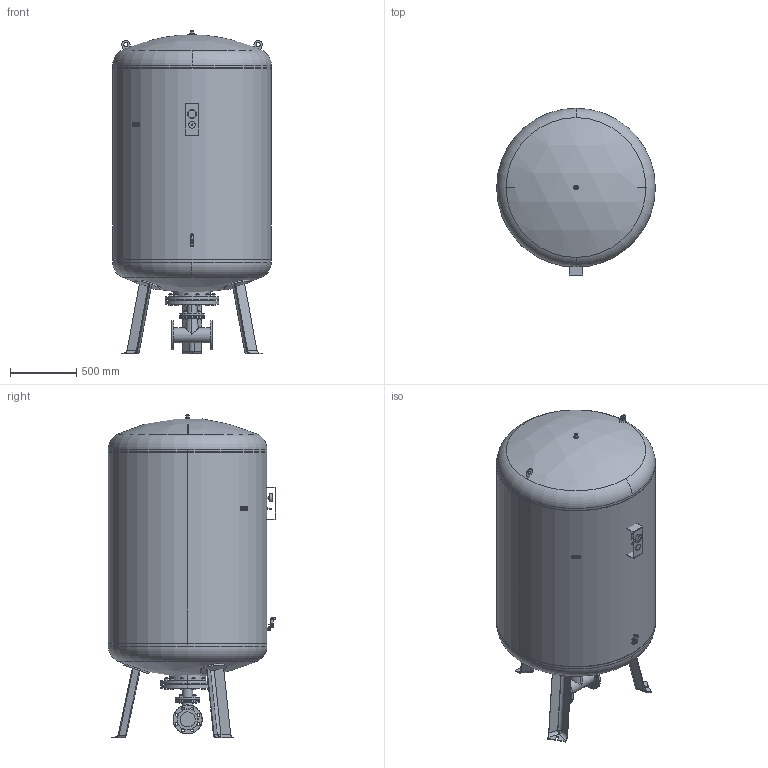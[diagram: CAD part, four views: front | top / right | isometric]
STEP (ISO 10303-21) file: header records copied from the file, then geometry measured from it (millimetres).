
FILE_DESCRIPTION((''),'2;1');
FILE_NAME('3d_DT52000-2518132.stp','2010-06-02T10:18:23',(''),(''),'Mechanical Desktop 2008','Mechanical Desktop 2008',', , ');
FILE_SCHEMA(('CONFIG_CONTROL_DESIGN'));
Length unit declared in the file: millimetre
Products named in the file (1): Product
Bounding box: 1200 x 1266 x 2450 mm (x, y, z)
Volume: 2047768675.5 mm3; surface area: 15133860.3 mm2
Topology: 29 solids, 29 shells, 767 faces, 1867 edges, 1207 vertices
Faces by surface type: plane 407, cylinder 175, bspline 92, cone 69, sphere 12, torus 12
Entity records: 24335 total; most frequent: CARTESIAN_POINT 6045, DIRECTION 3777, ORIENTED_EDGE 3702, EDGE_CURVE 1851, AXIS2_PLACEMENT_3D 1320, VERTEX_POINT 1207, VECTOR 1137, LINE 1137
